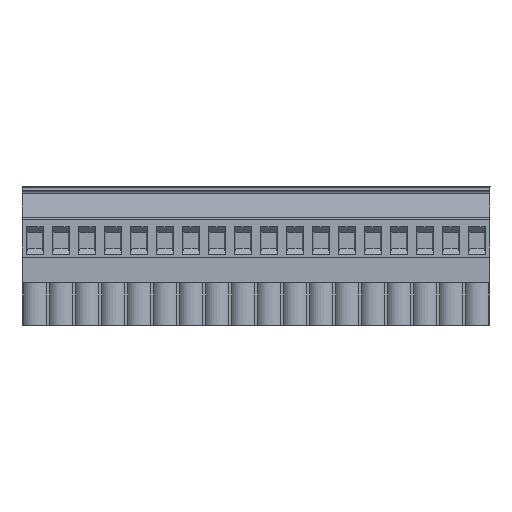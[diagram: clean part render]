
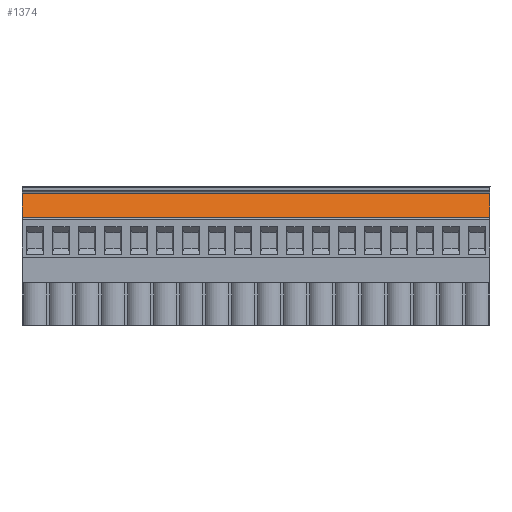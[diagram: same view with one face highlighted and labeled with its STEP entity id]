
A CAD part, top view. The second image highlights one B-rep face of the part: STEP entity #1374.
In plain terms, the highlighted planar face has unit normal (0, 0.259, 0.966).
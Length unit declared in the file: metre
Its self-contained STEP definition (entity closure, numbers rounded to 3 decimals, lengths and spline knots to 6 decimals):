
#1374=ADVANCED_FACE('',(#2949),#2950,.T.);
#2949=FACE_OUTER_BOUND('',#4635,.T.);
#2950=PLANE('',#4636);
#4635=EDGE_LOOP('',(#8632,#8633,#8634,#8635));
#4636=AXIS2_PLACEMENT_3D('',#8636,#8637,#8638);
#8632=ORIENTED_EDGE('',*,*,#10850,.F.);
#8633=ORIENTED_EDGE('',*,*,#11119,.T.);
#8634=ORIENTED_EDGE('',*,*,#11120,.T.);
#8635=ORIENTED_EDGE('',*,*,#9972,.F.);
#8636=CARTESIAN_POINT('',(0.040637,0.017434,-0.003078));
#8637=DIRECTION('',(0.,0.259,0.966));
#8638=DIRECTION('',(1.0,0.,0.));
#9972=EDGE_CURVE('',#12043,#12045,#12046,.T.);
#10850=EDGE_CURVE('',#13352,#12043,#13354,.T.);
#11119=EDGE_CURVE('',#13352,#13676,#13677,.T.);
#11120=EDGE_CURVE('',#13676,#12045,#13678,.T.);
#12043=VERTEX_POINT('',#14915);
#12045=VERTEX_POINT('',#14917);
#12046=LINE('',#14918,#14919);
#13352=VERTEX_POINT('',#16742);
#13354=LINE('',#16744,#16745);
#13676=VERTEX_POINT('',#17216);
#13677=LINE('',#17217,#17218);
#13678=LINE('',#17219,#17220);
#14915=CARTESIAN_POINT('',(0.,0.012783,-0.001831));
#14917=CARTESIAN_POINT('',(0.,0.017456,-0.003083));
#14918=CARTESIAN_POINT('',(0.,0.017434,-0.003078));
#14919=VECTOR('',#17897,1.0);
#16742=CARTESIAN_POINT('',(0.09144,0.012783,-0.001831));
#16744=CARTESIAN_POINT('',(0.040637,0.012783,-0.001831));
#16745=VECTOR('',#18804,1.0);
#17216=CARTESIAN_POINT('',(0.09144,0.017456,-0.003083));
#17217=CARTESIAN_POINT('',(0.09144,0.017434,-0.003078));
#17218=VECTOR('',#19000,1.0);
#17219=CARTESIAN_POINT('',(0.03302,0.017456,-0.003083));
#17220=VECTOR('',#19001,1.0);
#17897=DIRECTION('',(0.,0.966,-0.259));
#18804=DIRECTION('',(-1.0,0.,0.));
#19000=DIRECTION('',(0.,0.966,-0.259));
#19001=DIRECTION('',(-1.0,0.,0.));
